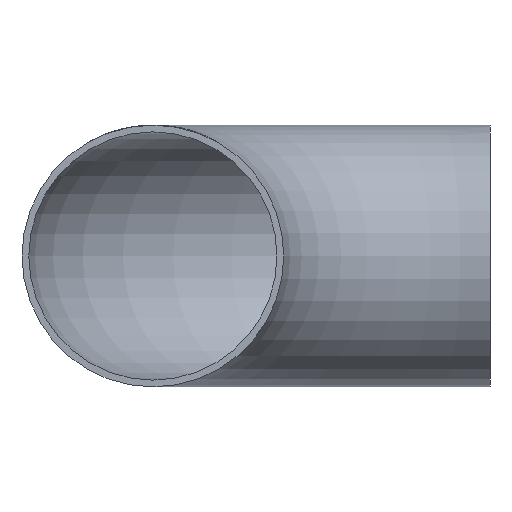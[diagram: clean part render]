
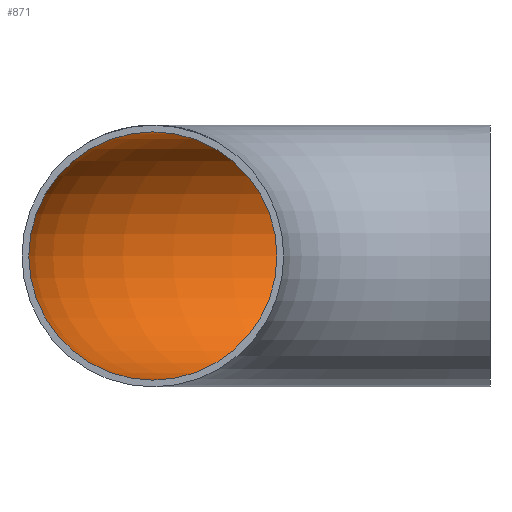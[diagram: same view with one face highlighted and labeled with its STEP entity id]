
A CAD part, front view. The second image highlights one B-rep face of the part: STEP entity #871.
In plain terms, the highlighted toroidal (fillet/blend) face has major radius 114.5 mm and minor radius 42.15 mm.
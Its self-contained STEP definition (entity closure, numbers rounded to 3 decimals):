
#39 = VERTEX_POINT ( 'NONE', #2180 ) ;
#373 = CIRCLE ( 'NONE', #6714, 42.15 ) ;
#458 = DIRECTION ( 'NONE',  ( 0., 1., 0. ) ) ;
#459 = DIRECTION ( 'NONE',  ( 0., 0., -1. ) ) ;
#671 = DIRECTION ( 'NONE',  ( -1., 0., 0. ) ) ;
#871 = ADVANCED_FACE ( 'NONE', ( #5325, #1693 ), #1099, .F. ) ;
#1099 = TOROIDAL_SURFACE ( 'NONE', #9071, 114.5, 42.15 ) ;
#1254 = CARTESIAN_POINT ( 'NONE',  ( -114.5, 0., 0. ) ) ;
#1320 = EDGE_CURVE ( 'NONE', #8108, #8108, #373, .T. ) ;
#1497 = AXIS2_PLACEMENT_3D ( 'NONE', #1254, #458, #6661 ) ;
#1693 = FACE_OUTER_BOUND ( 'NONE', #3651, .T. ) ;
#2180 = CARTESIAN_POINT ( 'NONE',  ( -114.5, 0., 42.15 ) ) ;
#3633 = DIRECTION ( 'NONE',  ( 1., 0., 0. ) ) ;
#3651 = EDGE_LOOP ( 'NONE', ( #9761 ) ) ;
#4380 = CARTESIAN_POINT ( 'NONE',  ( 0., 114.5, 0. ) ) ;
#5325 = FACE_OUTER_BOUND ( 'NONE', #9530, .T. ) ;
#5876 = CIRCLE ( 'NONE', #1497, 42.15 ) ;
#5982 = DIRECTION ( 'NONE',  ( 0., 1., 0. ) ) ;
#6661 = DIRECTION ( 'NONE',  ( 0., 0., 1. ) ) ;
#6714 = AXIS2_PLACEMENT_3D ( 'NONE', #4380, #3633, #5982 ) ;
#8063 = EDGE_CURVE ( 'NONE', #39, #39, #5876, .T. ) ;
#8108 = VERTEX_POINT ( 'NONE', #8400 ) ;
#8368 = CARTESIAN_POINT ( 'NONE',  ( 0., 0., 0. ) ) ;
#8400 = CARTESIAN_POINT ( 'NONE',  ( 0., 156.65, 0. ) ) ;
#9071 = AXIS2_PLACEMENT_3D ( 'NONE', #8368, #459, #671 ) ;
#9376 = ORIENTED_EDGE ( 'NONE', *, *, #1320, .T. ) ;
#9530 = EDGE_LOOP ( 'NONE', ( #9376 ) ) ;
#9761 = ORIENTED_EDGE ( 'NONE', *, *, #8063, .F. ) ;
